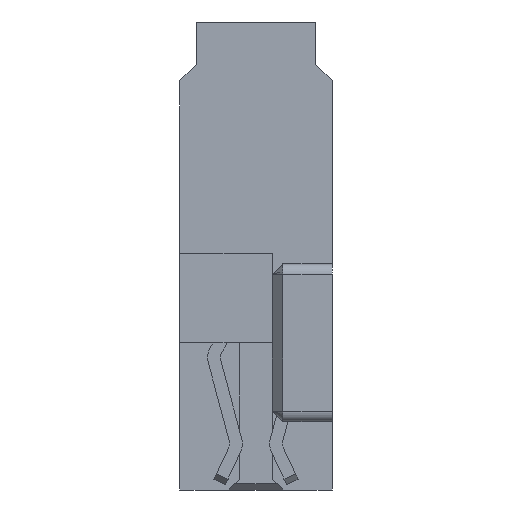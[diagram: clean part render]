
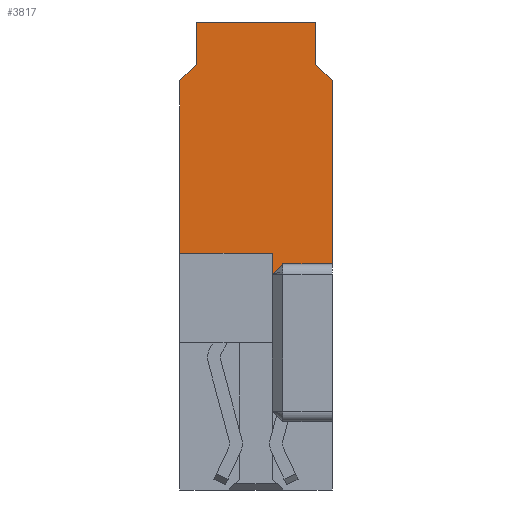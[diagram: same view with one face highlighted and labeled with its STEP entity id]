
A CAD part, left-side view. The second image highlights one B-rep face of the part: STEP entity #3817.
In plain terms, the highlighted planar face has unit normal (-1, 0, 0).
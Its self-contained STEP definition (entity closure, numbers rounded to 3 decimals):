
#46 = EDGE_CURVE ( 'NONE', #2730, #1401, #3423, .T. ) ;
#77 = LINE ( 'NONE', #3801, #4046 ) ;
#174 = DIRECTION ( 'NONE',  ( 0., -1., 0. ) ) ;
#194 = LINE ( 'NONE', #4908, #4572 ) ;
#313 = FACE_OUTER_BOUND ( 'NONE', #2932, .T. ) ;
#332 = VECTOR ( 'NONE', #535, 1000. ) ;
#415 = CARTESIAN_POINT ( 'NONE',  ( -27.66, 6.455, 11.12 ) ) ;
#535 = DIRECTION ( 'NONE',  ( 0., 0., 1. ) ) ;
#679 = VERTEX_POINT ( 'NONE', #4362 ) ;
#700 = VECTOR ( 'NONE', #4318, 1000. ) ;
#749 = LINE ( 'NONE', #3792, #1051 ) ;
#774 = LINE ( 'NONE', #4006, #2934 ) ;
#867 = VERTEX_POINT ( 'NONE', #3934 ) ;
#900 = CARTESIAN_POINT ( 'NONE',  ( -27.66, -0.95, 2.92 ) ) ;
#951 = LINE ( 'NONE', #2068, #332 ) ;
#986 = ORIENTED_EDGE ( 'NONE', *, *, #1855, .T. ) ;
#1051 = VECTOR ( 'NONE', #3469, 1000. ) ;
#1283 = PLANE ( 'NONE',  #4036 ) ;
#1356 = ORIENTED_EDGE ( 'NONE', *, *, #4192, .T. ) ;
#1360 = VECTOR ( 'NONE', #2445, 1000. ) ;
#1385 = EDGE_CURVE ( 'NONE', #4466, #2567, #4140, .T. ) ;
#1401 = VERTEX_POINT ( 'NONE', #3501 ) ;
#1663 = CARTESIAN_POINT ( 'NONE',  ( -27.66, 7.25, 11.12 ) ) ;
#1855 = EDGE_CURVE ( 'NONE', #679, #2230, #4432, .T. ) ;
#1901 = ORIENTED_EDGE ( 'NONE', *, *, #2889, .F. ) ;
#1945 = ORIENTED_EDGE ( 'NONE', *, *, #4483, .F. ) ;
#1946 = LINE ( 'NONE', #3842, #4796 ) ;
#2006 = ORIENTED_EDGE ( 'NONE', *, *, #1385, .T. ) ;
#2068 = CARTESIAN_POINT ( 'NONE',  ( -27.66, 0., 11.12 ) ) ;
#2105 = DIRECTION ( 'NONE',  ( 0., 0., -1. ) ) ;
#2117 = ORIENTED_EDGE ( 'NONE', *, *, #3777, .T. ) ;
#2123 = CARTESIAN_POINT ( 'NONE',  ( -27.66, 6.455, 11.12 ) ) ;
#2201 = EDGE_CURVE ( 'NONE', #4547, #867, #951, .T. ) ;
#2230 = VERTEX_POINT ( 'NONE', #3639 ) ;
#2282 = CARTESIAN_POINT ( 'NONE',  ( -27.66, 2.35, -0.38 ) ) ;
#2344 = CARTESIAN_POINT ( 'NONE',  ( -27.66, 0.795, 11.12 ) ) ;
#2445 = DIRECTION ( 'NONE',  ( 0., -0.707, 0.707 ) ) ;
#2549 = DIRECTION ( 'NONE',  ( 0., 0., -1. ) ) ;
#2567 = VERTEX_POINT ( 'NONE', #2812 ) ;
#2597 = DIRECTION ( 'NONE',  ( 0., 0., 1. ) ) ;
#2653 = ORIENTED_EDGE ( 'NONE', *, *, #2201, .T. ) ;
#2730 = VERTEX_POINT ( 'NONE', #415 ) ;
#2765 = VECTOR ( 'NONE', #4225, 1000. ) ;
#2785 = VERTEX_POINT ( 'NONE', #2282 ) ;
#2812 = CARTESIAN_POINT ( 'NONE',  ( -27.66, 0.795, 11.12 ) ) ;
#2819 = DIRECTION ( 'NONE',  ( 1., 0., 0. ) ) ;
#2889 = EDGE_CURVE ( 'NONE', #4143, #4848, #194, .T. ) ;
#2891 = VECTOR ( 'NONE', #2549, 1000. ) ;
#2932 = EDGE_LOOP ( 'NONE', ( #4677, #986, #2117, #4793, #2653, #3191, #2006, #1945, #3312, #1356, #1901 ) ) ;
#2934 = VECTOR ( 'NONE', #174, 1000. ) ;
#3033 = EDGE_CURVE ( 'NONE', #2785, #4547, #77, .T. ) ;
#3191 = ORIENTED_EDGE ( 'NONE', *, *, #3692, .T. ) ;
#3228 = CARTESIAN_POINT ( 'NONE',  ( -27.66, 0., -0.38 ) ) ;
#3312 = ORIENTED_EDGE ( 'NONE', *, *, #46, .T. ) ;
#3423 = LINE ( 'NONE', #2123, #3659 ) ;
#3424 = DIRECTION ( 'NONE',  ( 0., 0.707, -0.707 ) ) ;
#3469 = DIRECTION ( 'NONE',  ( 0., -1., 0. ) ) ;
#3501 = CARTESIAN_POINT ( 'NONE',  ( -27.66, 6.455, 9.115 ) ) ;
#3508 = LINE ( 'NONE', #900, #1360 ) ;
#3639 = CARTESIAN_POINT ( 'NONE',  ( -27.66, 2.85, -0.88 ) ) ;
#3659 = VECTOR ( 'NONE', #2105, 1000. ) ;
#3692 = EDGE_CURVE ( 'NONE', #867, #4466, #4227, .T. ) ;
#3773 = CARTESIAN_POINT ( 'NONE',  ( -27.66, 7.25, 0.12 ) ) ;
#3777 = EDGE_CURVE ( 'NONE', #2230, #2785, #3508, .T. ) ;
#3792 = CARTESIAN_POINT ( 'NONE',  ( -27.66, 7.25, 0.12 ) ) ;
#3801 = CARTESIAN_POINT ( 'NONE',  ( -27.66, 7.25, -0.38 ) ) ;
#3817 = ADVANCED_FACE ( 'NONE', ( #313 ), #1283, .F. ) ;
#3842 = CARTESIAN_POINT ( 'NONE',  ( -27.66, 5.85, 9.72 ) ) ;
#3884 = CARTESIAN_POINT ( 'NONE',  ( -27.66, 7.25, 8.32 ) ) ;
#3934 = CARTESIAN_POINT ( 'NONE',  ( -27.66, 0., 8.32 ) ) ;
#4006 = CARTESIAN_POINT ( 'NONE',  ( -27.66, 7.25, 11.12 ) ) ;
#4036 = AXIS2_PLACEMENT_3D ( 'NONE', #1663, #2819, #4708 ) ;
#4046 = VECTOR ( 'NONE', #4190, 1000. ) ;
#4140 = LINE ( 'NONE', #2344, #2765 ) ;
#4143 = VERTEX_POINT ( 'NONE', #3773 ) ;
#4190 = DIRECTION ( 'NONE',  ( 0., -1., 0. ) ) ;
#4192 = EDGE_CURVE ( 'NONE', #1401, #4848, #1946, .T. ) ;
#4225 = DIRECTION ( 'NONE',  ( 0., 0., 1. ) ) ;
#4227 = LINE ( 'NONE', #4333, #700 ) ;
#4235 = EDGE_CURVE ( 'NONE', #4143, #679, #749, .T. ) ;
#4318 = DIRECTION ( 'NONE',  ( 0., 0.707, 0.707 ) ) ;
#4333 = CARTESIAN_POINT ( 'NONE',  ( -27.66, 5.025, 13.345 ) ) ;
#4362 = CARTESIAN_POINT ( 'NONE',  ( -27.66, 2.85, 0.12 ) ) ;
#4432 = LINE ( 'NONE', #4439, #2891 ) ;
#4439 = CARTESIAN_POINT ( 'NONE',  ( -27.66, 2.85, 11.12 ) ) ;
#4466 = VERTEX_POINT ( 'NONE', #4733 ) ;
#4483 = EDGE_CURVE ( 'NONE', #2730, #2567, #774, .T. ) ;
#4547 = VERTEX_POINT ( 'NONE', #3228 ) ;
#4572 = VECTOR ( 'NONE', #2597, 1000. ) ;
#4677 = ORIENTED_EDGE ( 'NONE', *, *, #4235, .T. ) ;
#4708 = DIRECTION ( 'NONE',  ( 0., 0., -1. ) ) ;
#4733 = CARTESIAN_POINT ( 'NONE',  ( -27.66, 0.795, 9.115 ) ) ;
#4793 = ORIENTED_EDGE ( 'NONE', *, *, #3033, .T. ) ;
#4796 = VECTOR ( 'NONE', #3424, 1000. ) ;
#4848 = VERTEX_POINT ( 'NONE', #3884 ) ;
#4908 = CARTESIAN_POINT ( 'NONE',  ( -27.66, 7.25, 11.12 ) ) ;
